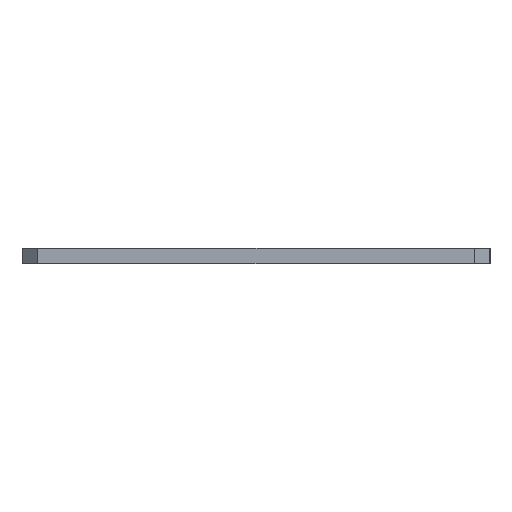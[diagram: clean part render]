
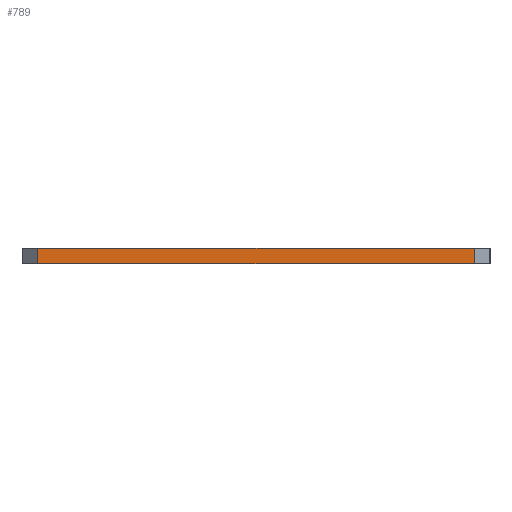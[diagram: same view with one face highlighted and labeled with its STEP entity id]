
A CAD part, front view. The second image highlights one B-rep face of the part: STEP entity #789.
In plain terms, the highlighted planar face has unit normal (0, -1, 0).
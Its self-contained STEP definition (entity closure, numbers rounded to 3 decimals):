
#192 = VECTOR ( 'NONE', #1731, 1000. ) ;
#255 = AXIS2_PLACEMENT_3D ( 'NONE', #1252, #1839, #1817 ) ;
#383 = VERTEX_POINT ( 'NONE', #2505 ) ;
#394 = LINE ( 'NONE', #2281, #2314 ) ;
#465 = VECTOR ( 'NONE', #2059, 1000. ) ;
#518 = ORIENTED_EDGE ( 'NONE', *, *, #2465, .T. ) ;
#541 = VERTEX_POINT ( 'NONE', #2349 ) ;
#595 = LINE ( 'NONE', #1921, #192 ) ;
#626 = LINE ( 'NONE', #824, #1875 ) ;
#656 = DIRECTION ( 'NONE',  ( 0., 0., 1. ) ) ;
#683 = VERTEX_POINT ( 'NONE', #1213 ) ;
#696 = ORIENTED_EDGE ( 'NONE', *, *, #1632, .F. ) ;
#789 = ADVANCED_FACE ( 'NONE', ( #1712 ), #2433, .F. ) ;
#824 = CARTESIAN_POINT ( 'NONE',  ( -30., -33.889, -2. ) ) ;
#1165 = EDGE_LOOP ( 'NONE', ( #696, #518, #2162, #1439 ) ) ;
#1213 = CARTESIAN_POINT ( 'NONE',  ( -28., -33.889, -2. ) ) ;
#1252 = CARTESIAN_POINT ( 'NONE',  ( -30., -33.889, -2. ) ) ;
#1365 = LINE ( 'NONE', #1633, #465 ) ;
#1432 = DIRECTION ( 'NONE',  ( -1., 0., 0. ) ) ;
#1439 = ORIENTED_EDGE ( 'NONE', *, *, #1606, .T. ) ;
#1606 = EDGE_CURVE ( 'NONE', #541, #683, #1365, .T. ) ;
#1632 = EDGE_CURVE ( 'NONE', #2152, #683, #626, .T. ) ;
#1633 = CARTESIAN_POINT ( 'NONE',  ( -28., -33.889, -2. ) ) ;
#1712 = FACE_OUTER_BOUND ( 'NONE', #1165, .T. ) ;
#1731 = DIRECTION ( 'NONE',  ( -1., 0., 0. ) ) ;
#1817 = DIRECTION ( 'NONE',  ( 0., 0., 1. ) ) ;
#1839 = DIRECTION ( 'NONE',  ( 0., 1., 0. ) ) ;
#1875 = VECTOR ( 'NONE', #1432, 1000. ) ;
#1921 = CARTESIAN_POINT ( 'NONE',  ( -30., -33.889, 0. ) ) ;
#2032 = EDGE_CURVE ( 'NONE', #383, #541, #595, .T. ) ;
#2059 = DIRECTION ( 'NONE',  ( 0., 0., -1. ) ) ;
#2152 = VERTEX_POINT ( 'NONE', #2328 ) ;
#2162 = ORIENTED_EDGE ( 'NONE', *, *, #2032, .T. ) ;
#2281 = CARTESIAN_POINT ( 'NONE',  ( 28., -33.889, -2. ) ) ;
#2314 = VECTOR ( 'NONE', #656, 1000. ) ;
#2328 = CARTESIAN_POINT ( 'NONE',  ( 28., -33.889, -2. ) ) ;
#2349 = CARTESIAN_POINT ( 'NONE',  ( -28., -33.889, 0. ) ) ;
#2433 = PLANE ( 'NONE',  #255 ) ;
#2465 = EDGE_CURVE ( 'NONE', #2152, #383, #394, .T. ) ;
#2505 = CARTESIAN_POINT ( 'NONE',  ( 28., -33.889, 0. ) ) ;
